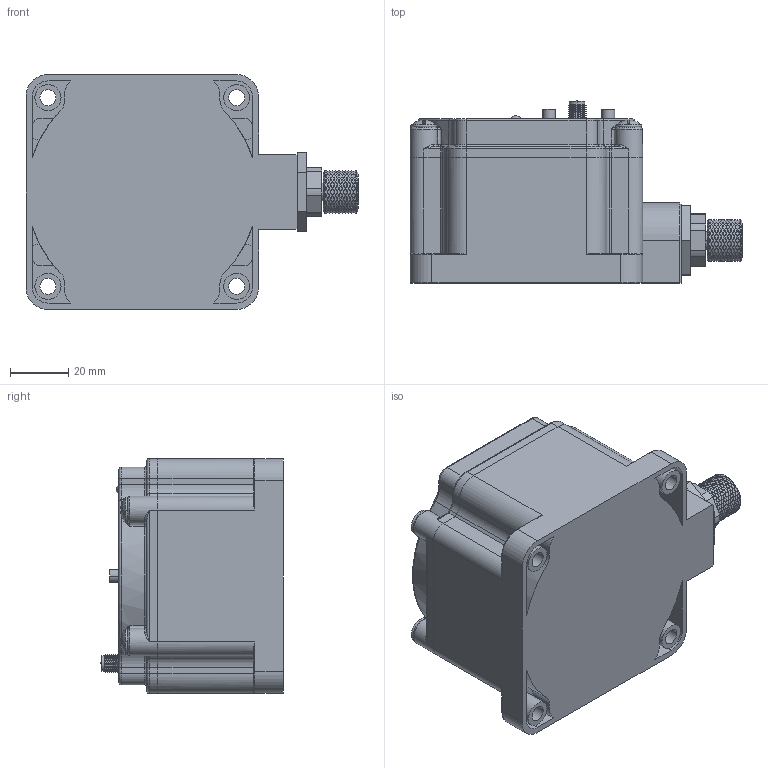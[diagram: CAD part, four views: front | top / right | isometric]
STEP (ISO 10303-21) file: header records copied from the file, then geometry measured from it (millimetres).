
FILE_DESCRIPTION((''),'2;1');
FILE_NAME('188760_ASM','2016-02-03T',('pdmadmin'),(''),'PRO/ENGINEER BY PARAMETRIC TECHNOLOGY CORPORATION, 2013230','PRO/ENGINEER BY PARAMETRIC TECHNOLOGY CORPORATION, 2013230','');
FILE_SCHEMA(('CONFIG_CONTROL_DESIGN'));
Products named in the file (15): 128990_AF0; 120895; 121056; 121057; 120895_ASM; 161499; 122646_ASM; 120801; 131071; 138031; 79959_BODY; 79959_NUT; 79959_ASM; SMACON_1; 188760_ASM
Assembly tree (19 placements, depth 4):
  188760_ASM
    128990_AF0
    122646_ASM
      120895_ASM
        120895
        121056  x2
        121057
      161499  x2
    120801
    131071  x4
    138031
    79959_ASM
      79959_BODY
      79959_NUT
    SMACON_1
Bounding box: 114.38 x 62.84 x 80.85 mm (x, y, z)
Volume: 86392 mm3; surface area: 85484.9 mm2
Topology: 16 solids, 20 shells, 2959 faces, 6493 edges, 3622 vertices
Faces by surface type: bspline 1542, cylinder 814, plane 308, torus 158, cone 99, sphere 34, revolution 4
Entity records: 155383 total; most frequent: CARTESIAN_POINT 103788, ORIENTED_EDGE 12530, DIRECTION 6837, EDGE_CURVE 6273, VERTEX_POINT 3490, B_SPLINE_CURVE_WITH_KNOTS 3378, EDGE_LOOP 2965, FACE_OUTER_BOUND 2867
